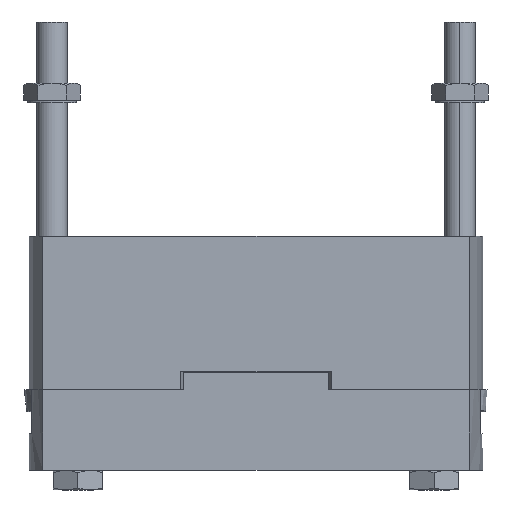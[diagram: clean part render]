
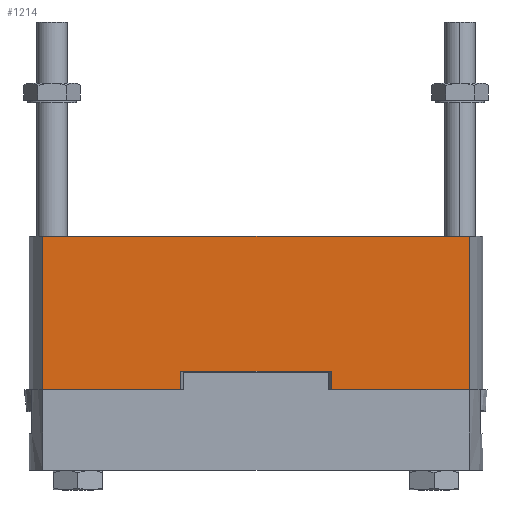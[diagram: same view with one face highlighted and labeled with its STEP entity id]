
A CAD part, front view. The second image highlights one B-rep face of the part: STEP entity #1214.
In plain terms, the highlighted planar face has unit normal (0, -1, 0).
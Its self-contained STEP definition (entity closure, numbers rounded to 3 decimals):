
#118 = VERTEX_POINT ( 'NONE', #6167 ) ;
#203 = ORIENTED_EDGE ( 'NONE', *, *, #646, .F. ) ;
#211 = ORIENTED_EDGE ( 'NONE', *, *, #3524, .F. ) ;
#323 = VERTEX_POINT ( 'NONE', #4428 ) ;
#599 = CARTESIAN_POINT ( 'NONE',  ( 17.412, -6.25, -12.5 ) ) ;
#646 = EDGE_CURVE ( 'NONE', #2391, #323, #7722, .T. ) ;
#1106 = CARTESIAN_POINT ( 'NONE',  ( 17.412, -6.25, -12.5 ) ) ;
#1214 = ADVANCED_FACE ( 'NONE', ( #4841 ), #4965, .T. ) ;
#1348 = VECTOR ( 'NONE', #4401, 1000. ) ;
#1462 = LINE ( 'NONE', #6445, #4815 ) ;
#1545 = CARTESIAN_POINT ( 'NONE',  ( -17.412, -6.25, -12.5 ) ) ;
#1759 = VECTOR ( 'NONE', #4060, 1000. ) ;
#1981 = CARTESIAN_POINT ( 'NONE',  ( 6.155, -6.25, -11. ) ) ;
#2216 = DIRECTION ( 'NONE',  ( 0., 0., 1. ) ) ;
#2236 = LINE ( 'NONE', #1545, #7391 ) ;
#2251 = AXIS2_PLACEMENT_3D ( 'NONE', #599, #5672, #6364 ) ;
#2345 = CARTESIAN_POINT ( 'NONE',  ( 17.412, -6.25, 0. ) ) ;
#2391 = VERTEX_POINT ( 'NONE', #5262 ) ;
#2584 = ORIENTED_EDGE ( 'NONE', *, *, #7359, .F. ) ;
#2776 = DIRECTION ( 'NONE',  ( 0., 0., 1. ) ) ;
#2833 = EDGE_LOOP ( 'NONE', ( #203, #2584, #7137, #4829, #5013, #5880, #211, #6133 ) ) ;
#3086 = CARTESIAN_POINT ( 'NONE',  ( 17.412, -6.25, -12.5 ) ) ;
#3137 = LINE ( 'NONE', #4109, #1759 ) ;
#3443 = VECTOR ( 'NONE', #6400, 1000. ) ;
#3524 = EDGE_CURVE ( 'NONE', #3654, #118, #2236, .T. ) ;
#3654 = VERTEX_POINT ( 'NONE', #3825 ) ;
#3825 = CARTESIAN_POINT ( 'NONE',  ( -17.412, -6.25, -12.5 ) ) ;
#3874 = EDGE_CURVE ( 'NONE', #6402, #4185, #1462, .T. ) ;
#3877 = EDGE_CURVE ( 'NONE', #3654, #323, #3137, .T. ) ;
#4060 = DIRECTION ( 'NONE',  ( 1., 0., 0. ) ) ;
#4109 = CARTESIAN_POINT ( 'NONE',  ( 17.412, -6.25, -12.5 ) ) ;
#4185 = VERTEX_POINT ( 'NONE', #4625 ) ;
#4214 = VECTOR ( 'NONE', #6655, 1000. ) ;
#4241 = CARTESIAN_POINT ( 'NONE',  ( 17.412, -6.25, -11. ) ) ;
#4401 = DIRECTION ( 'NONE',  ( 1., 0., 0. ) ) ;
#4402 = DIRECTION ( 'NONE',  ( 0., 0., -1. ) ) ;
#4428 = CARTESIAN_POINT ( 'NONE',  ( -6.155, -6.25, -12.5 ) ) ;
#4498 = EDGE_CURVE ( 'NONE', #118, #4185, #5707, .T. ) ;
#4609 = CARTESIAN_POINT ( 'NONE',  ( 6.155, -6.25, -12.5 ) ) ;
#4625 = CARTESIAN_POINT ( 'NONE',  ( 17.412, -6.25, 0. ) ) ;
#4815 = VECTOR ( 'NONE', #2216, 1000. ) ;
#4829 = ORIENTED_EDGE ( 'NONE', *, *, #5179, .T. ) ;
#4841 = FACE_OUTER_BOUND ( 'NONE', #2833, .T. ) ;
#4897 = LINE ( 'NONE', #3086, #1348 ) ;
#4965 = PLANE ( 'NONE',  #2251 ) ;
#5013 = ORIENTED_EDGE ( 'NONE', *, *, #3874, .T. ) ;
#5179 = EDGE_CURVE ( 'NONE', #5442, #6402, #4897, .T. ) ;
#5193 = VERTEX_POINT ( 'NONE', #6945 ) ;
#5262 = CARTESIAN_POINT ( 'NONE',  ( -6.155, -6.25, -11. ) ) ;
#5442 = VERTEX_POINT ( 'NONE', #4609 ) ;
#5557 = VECTOR ( 'NONE', #4402, 1000. ) ;
#5672 = DIRECTION ( 'NONE',  ( 0., -1., 0. ) ) ;
#5707 = LINE ( 'NONE', #2345, #4214 ) ;
#5880 = ORIENTED_EDGE ( 'NONE', *, *, #4498, .F. ) ;
#6133 = ORIENTED_EDGE ( 'NONE', *, *, #3877, .T. ) ;
#6167 = CARTESIAN_POINT ( 'NONE',  ( -17.412, -6.25, 0. ) ) ;
#6327 = LINE ( 'NONE', #4241, #7515 ) ;
#6364 = DIRECTION ( 'NONE',  ( 1., 0., 0. ) ) ;
#6400 = DIRECTION ( 'NONE',  ( 0., 0., -1. ) ) ;
#6402 = VERTEX_POINT ( 'NONE', #1106 ) ;
#6445 = CARTESIAN_POINT ( 'NONE',  ( 17.412, -6.25, -12.5 ) ) ;
#6655 = DIRECTION ( 'NONE',  ( 1., 0., 0. ) ) ;
#6823 = LINE ( 'NONE', #1981, #3443 ) ;
#6845 = DIRECTION ( 'NONE',  ( -1., 0., 0. ) ) ;
#6871 = CARTESIAN_POINT ( 'NONE',  ( -6.155, -6.25, -11. ) ) ;
#6945 = CARTESIAN_POINT ( 'NONE',  ( 6.155, -6.25, -11. ) ) ;
#7137 = ORIENTED_EDGE ( 'NONE', *, *, #7585, .T. ) ;
#7359 = EDGE_CURVE ( 'NONE', #5193, #2391, #6327, .T. ) ;
#7391 = VECTOR ( 'NONE', #2776, 1000. ) ;
#7515 = VECTOR ( 'NONE', #6845, 1000. ) ;
#7585 = EDGE_CURVE ( 'NONE', #5193, #5442, #6823, .T. ) ;
#7722 = LINE ( 'NONE', #6871, #5557 ) ;
